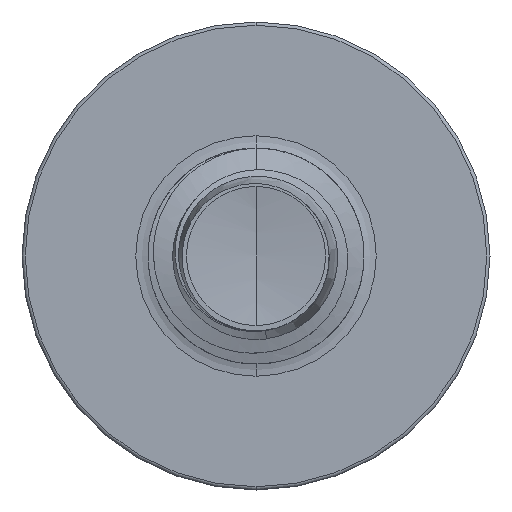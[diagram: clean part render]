
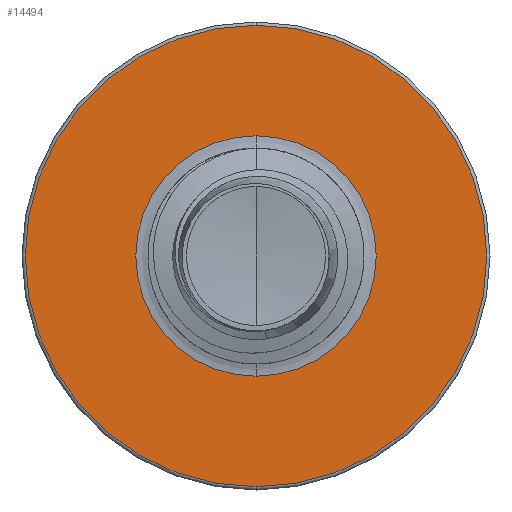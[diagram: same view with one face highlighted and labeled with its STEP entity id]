
A CAD part, front view. The second image highlights one B-rep face of the part: STEP entity #14494.
In plain terms, the highlighted planar face has unit normal (0, -1, 0).
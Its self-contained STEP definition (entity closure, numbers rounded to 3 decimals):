
#1403 = CARTESIAN_POINT ( 'NONE',  ( 0., 5.5, 1.67 ) ) ;
#1653 = CIRCLE ( 'NONE', #4794, 1.67 ) ;
#1998 = CARTESIAN_POINT ( 'NONE',  ( 0., 5.5, 3.205 ) ) ;
#2175 = CIRCLE ( 'NONE', #5301, 3.205 ) ;
#2277 = ORIENTED_EDGE ( 'NONE', *, *, #14929, .F. ) ;
#2503 = VERTEX_POINT ( 'NONE', #3033 ) ;
#3033 = CARTESIAN_POINT ( 'NONE',  ( 0., 5.5, -3.205 ) ) ;
#3381 = CARTESIAN_POINT ( 'NONE',  ( 0., 5.5, -1.67 ) ) ;
#4512 = VERTEX_POINT ( 'NONE', #8979 ) ;
#4794 = AXIS2_PLACEMENT_3D ( 'NONE', #7176, #15902, #8648 ) ;
#5020 = ORIENTED_EDGE ( 'NONE', *, *, #5575, .T. ) ;
#5208 = VERTEX_POINT ( 'NONE', #1403 ) ;
#5246 = AXIS2_PLACEMENT_3D ( 'NONE', #8930, #17285, #10337 ) ;
#5278 = FACE_BOUND ( 'NONE', #11973, .T. ) ;
#5301 = AXIS2_PLACEMENT_3D ( 'NONE', #14317, #6621, #15450 ) ;
#5575 = EDGE_CURVE ( 'NONE', #4512, #5208, #17353, .T. ) ;
#5701 = ORIENTED_EDGE ( 'NONE', *, *, #6225, .F. ) ;
#6225 = EDGE_CURVE ( 'NONE', #2503, #13339, #2175, .T. ) ;
#6515 = DIRECTION ( 'NONE',  ( 0., 1., 0. ) ) ;
#6621 = DIRECTION ( 'NONE',  ( 0., 1., 0. ) ) ;
#6891 = CARTESIAN_POINT ( 'NONE',  ( 0., 5.5, 0. ) ) ;
#7176 = CARTESIAN_POINT ( 'NONE',  ( 0., 5.5, 0. ) ) ;
#8150 = EDGE_CURVE ( 'NONE', #5208, #4512, #1653, .T. ) ;
#8249 = FACE_OUTER_BOUND ( 'NONE', #15970, .T. ) ;
#8352 = DIRECTION ( 'NONE',  ( 0., 0., 1. ) ) ;
#8589 = AXIS2_PLACEMENT_3D ( 'NONE', #6891, #15665, #8352 ) ;
#8648 = DIRECTION ( 'NONE',  ( 0., 0., 1. ) ) ;
#8930 = CARTESIAN_POINT ( 'NONE',  ( 0., 5.5, 0. ) ) ;
#8979 = CARTESIAN_POINT ( 'NONE',  ( 0., 5.5, -1.67 ) ) ;
#10337 = DIRECTION ( 'NONE',  ( 0., 0., 1. ) ) ;
#10430 = AXIS2_PLACEMENT_3D ( 'NONE', #3381, #6515, #15358 ) ;
#11973 = EDGE_LOOP ( 'NONE', ( #17224, #5020 ) ) ;
#13339 = VERTEX_POINT ( 'NONE', #1998 ) ;
#14222 = PLANE ( 'NONE',  #10430 ) ;
#14317 = CARTESIAN_POINT ( 'NONE',  ( 0., 5.5, 0. ) ) ;
#14494 = ADVANCED_FACE ( 'NONE', ( #8249, #5278 ), #14222, .F. ) ;
#14929 = EDGE_CURVE ( 'NONE', #13339, #2503, #16054, .T. ) ;
#15358 = DIRECTION ( 'NONE',  ( 0., 0., 1. ) ) ;
#15450 = DIRECTION ( 'NONE',  ( 0., 0., 1. ) ) ;
#15665 = DIRECTION ( 'NONE',  ( 0., 1., 0. ) ) ;
#15902 = DIRECTION ( 'NONE',  ( 0., 1., 0. ) ) ;
#15970 = EDGE_LOOP ( 'NONE', ( #2277, #5701 ) ) ;
#16054 = CIRCLE ( 'NONE', #5246, 3.205 ) ;
#17224 = ORIENTED_EDGE ( 'NONE', *, *, #8150, .T. ) ;
#17285 = DIRECTION ( 'NONE',  ( 0., 1., 0. ) ) ;
#17353 = CIRCLE ( 'NONE', #8589, 1.67 ) ;
